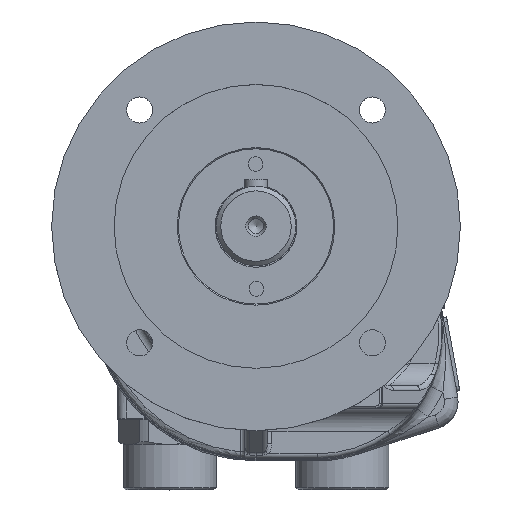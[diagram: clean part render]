
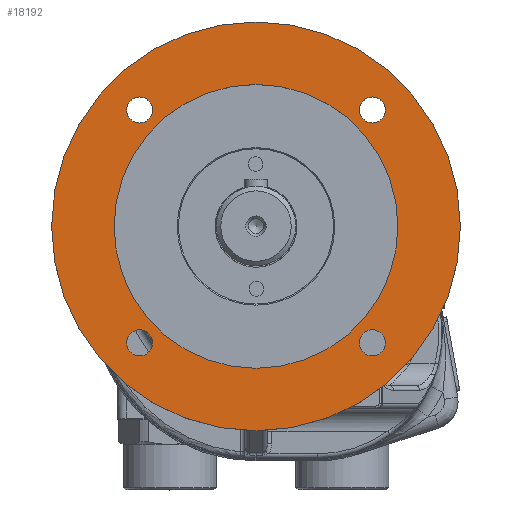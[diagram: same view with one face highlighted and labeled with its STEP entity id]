
A CAD part, top view. The second image highlights one B-rep face of the part: STEP entity #18192.
In plain terms, the highlighted planar face has unit normal (0, 0, 1).
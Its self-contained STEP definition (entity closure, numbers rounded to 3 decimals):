
#422=FACE_BOUND('',#2918,.T.);
#423=FACE_BOUND('',#2919,.T.);
#424=FACE_BOUND('',#2920,.T.);
#425=FACE_BOUND('',#2921,.T.);
#426=FACE_BOUND('',#2922,.T.);
#724=PLANE('',#19911);
#1843=FACE_OUTER_BOUND('',#2917,.T.);
#2917=EDGE_LOOP('',(#14347,#14348));
#2918=EDGE_LOOP('',(#14349));
#2919=EDGE_LOOP('',(#14350));
#2920=EDGE_LOOP('',(#14351));
#2921=EDGE_LOOP('',(#14352));
#2922=EDGE_LOOP('',(#14353,#14354));
#4070=CIRCLE('',#19907,62.5);
#4071=CIRCLE('',#19908,62.5);
#4074=CIRCLE('',#19912,90.);
#4075=CIRCLE('',#19913,90.);
#4076=CIRCLE('',#19914,5.75);
#4077=CIRCLE('',#19915,5.75);
#4078=CIRCLE('',#19916,5.75);
#4079=CIRCLE('',#19917,5.75);
#7717=VERTEX_POINT('',#34289);
#7718=VERTEX_POINT('',#34290);
#7721=VERTEX_POINT('',#34299);
#7722=VERTEX_POINT('',#34300);
#7723=VERTEX_POINT('',#34303);
#7724=VERTEX_POINT('',#34305);
#7725=VERTEX_POINT('',#34307);
#7726=VERTEX_POINT('',#34309);
#10044=EDGE_CURVE('',#7717,#7718,#4070,.T.);
#10045=EDGE_CURVE('',#7718,#7717,#4071,.T.);
#10049=EDGE_CURVE('',#7721,#7722,#4074,.T.);
#10050=EDGE_CURVE('',#7722,#7721,#4075,.T.);
#10051=EDGE_CURVE('',#7723,#7723,#4076,.T.);
#10052=EDGE_CURVE('',#7724,#7724,#4077,.T.);
#10053=EDGE_CURVE('',#7725,#7725,#4078,.T.);
#10054=EDGE_CURVE('',#7726,#7726,#4079,.T.);
#14347=ORIENTED_EDGE('',*,*,#10049,.F.);
#14348=ORIENTED_EDGE('',*,*,#10050,.F.);
#14349=ORIENTED_EDGE('',*,*,#10051,.T.);
#14350=ORIENTED_EDGE('',*,*,#10052,.T.);
#14351=ORIENTED_EDGE('',*,*,#10053,.T.);
#14352=ORIENTED_EDGE('',*,*,#10054,.T.);
#14353=ORIENTED_EDGE('',*,*,#10044,.T.);
#14354=ORIENTED_EDGE('',*,*,#10045,.T.);
#18192=ADVANCED_FACE('',(#1843,#422,#423,#424,#425,#426),#724,.F.);
#19907=AXIS2_PLACEMENT_3D('',#34291,#24126,#24127);
#19908=AXIS2_PLACEMENT_3D('',#34292,#24128,#24129);
#19911=AXIS2_PLACEMENT_3D('',#34298,#24135,#24136);
#19912=AXIS2_PLACEMENT_3D('',#34301,#24137,#24138);
#19913=AXIS2_PLACEMENT_3D('',#34302,#24139,#24140);
#19914=AXIS2_PLACEMENT_3D('',#34304,#24141,#24142);
#19915=AXIS2_PLACEMENT_3D('',#34306,#24143,#24144);
#19916=AXIS2_PLACEMENT_3D('',#34308,#24145,#24146);
#19917=AXIS2_PLACEMENT_3D('',#34310,#24147,#24148);
#24126=DIRECTION('center_axis',(0.,0.,
-1.));
#24127=DIRECTION('ref_axis',(0.,1.,0.));
#24128=DIRECTION('center_axis',(0.,0.,
-1.));
#24129=DIRECTION('ref_axis',(0.,1.,0.));
#24135=DIRECTION('center_axis',(0.,0.,
-1.));
#24136=DIRECTION('ref_axis',(0.,-1.,0.));
#24137=DIRECTION('center_axis',(0.,0.,
-1.));
#24138=DIRECTION('ref_axis',(0.,1.,0.));
#24139=DIRECTION('center_axis',(0.,0.,
-1.));
#24140=DIRECTION('ref_axis',(0.,1.,0.));
#24141=DIRECTION('center_axis',(0.,0.,
-1.));
#24142=DIRECTION('ref_axis',(-1.,0.,0.));
#24143=DIRECTION('center_axis',(0.,0.,
-1.));
#24144=DIRECTION('ref_axis',(0.,-1.,0.));
#24145=DIRECTION('center_axis',(0.,0.,
-1.));
#24146=DIRECTION('ref_axis',(1.,0.,0.));
#24147=DIRECTION('center_axis',(0.,0.,
-1.));
#24148=DIRECTION('ref_axis',(0.,1.,0.));
#34289=CARTESIAN_POINT('',(0.,78.08,240.65));
#34290=CARTESIAN_POINT('',(0.,-46.92,240.65));
#34291=CARTESIAN_POINT('Origin',(0.,15.58,
240.65));
#34292=CARTESIAN_POINT('Origin',(0.,15.58,
240.65));
#34298=CARTESIAN_POINT('Origin',(0.,91.83,
240.65));
#34299=CARTESIAN_POINT('',(0.,105.58,240.65));
#34300=CARTESIAN_POINT('',(0.,-74.42,240.65));
#34301=CARTESIAN_POINT('Origin',(0.,15.58,
240.65));
#34302=CARTESIAN_POINT('Origin',(0.,15.58,
240.65));
#34303=CARTESIAN_POINT('',(-45.515,-35.685,240.65));
#34304=CARTESIAN_POINT('Origin',(-51.265,-35.685,240.65));
#34305=CARTESIAN_POINT('',(51.265,-29.935,240.65));
#34306=CARTESIAN_POINT('Origin',(51.265,-35.685,240.65));
#34307=CARTESIAN_POINT('',(45.515,66.845,240.65));
#34308=CARTESIAN_POINT('Origin',(51.265,66.845,240.65));
#34309=CARTESIAN_POINT('',(-51.265,61.095,240.65));
#34310=CARTESIAN_POINT('Origin',(-51.265,66.845,240.65));
